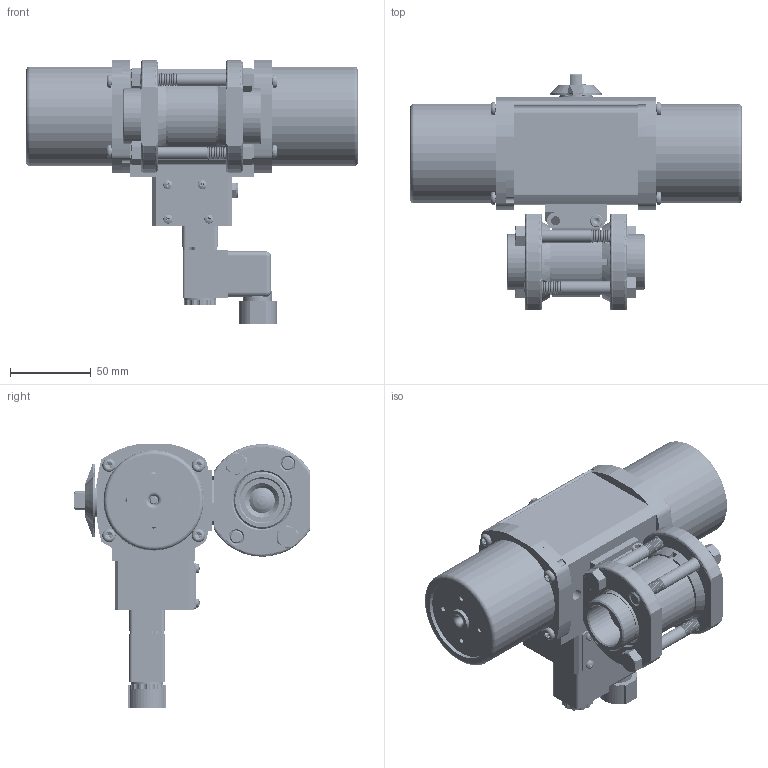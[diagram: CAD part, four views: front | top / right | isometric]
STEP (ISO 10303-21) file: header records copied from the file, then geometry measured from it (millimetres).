
FILE_DESCRIPTION (( 'STEP AP203' ), '1' );
FILE_NAME ('26XXSWSA512SR3GPDC.step', '2018-06-12T17:57:25', ( '' ), ( '' ), 'SwSTEP 2.0', 'SolidWorks 2017', '' );
FILE_SCHEMA (( 'CONFIG_CONTROL_DESIGN' ));
Products named in the file (1): 26XXSWSA512SR3GPDC
Bounding box: 206.12 x 146.65 x 163.7 mm (x, y, z)
Volume: 677625.1 mm3; surface area: 294973.6 mm2
Topology: 64 solids, 64 shells, 5728 faces, 15005 edges, 9420 vertices
Faces by surface type: cylinder 2800, cone 1801, plane 783, torus 225, bspline 105, sphere 14
Entity records: 207789 total; most frequent: CARTESIAN_POINT 70079, ORIENTED_EDGE 29718, DIRECTION 29629, EDGE_CURVE 14859, AXIS2_PLACEMENT_3D 12057, VERTEX_POINT 9416, CIRCLE 6433, EDGE_LOOP 6119
